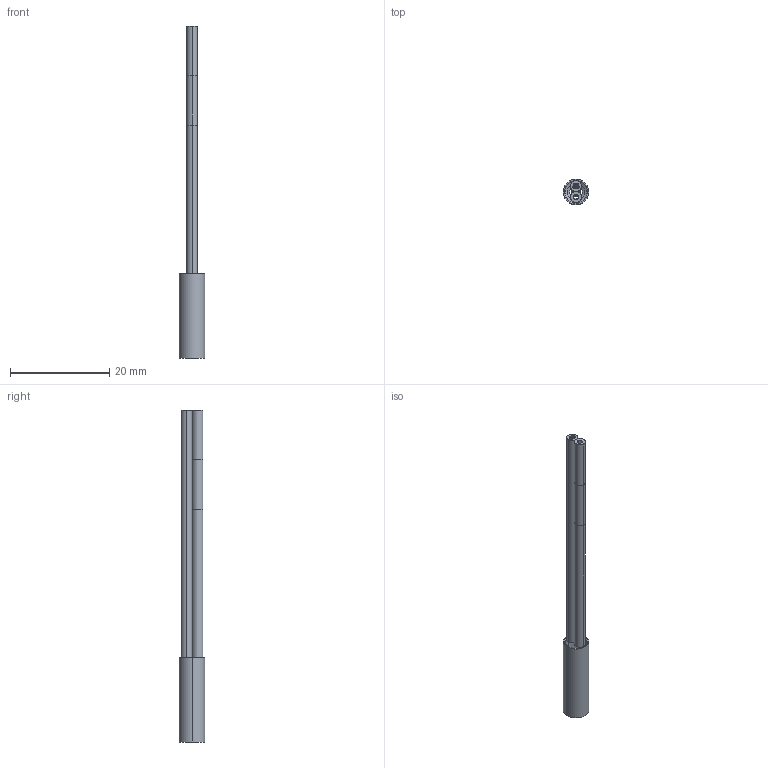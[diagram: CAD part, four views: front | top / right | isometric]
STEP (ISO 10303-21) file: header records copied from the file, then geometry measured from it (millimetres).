
FILE_DESCRIPTION((''),'2;1');
FILE_NAME('188726_ASM','2016-01-12T',('pdmadmin'),(''),'PRO/ENGINEER BY PARAMETRIC TECHNOLOGY CORPORATION, 2013230','PRO/ENGINEER BY PARAMETRIC TECHNOLOGY CORPORATION, 2013230','');
FILE_SCHEMA(('CONFIG_CONTROL_DESIGN'));
Length unit declared in the file: inch
Products named in the file (6): 13534_AF0; 10140_AF0; 10143_AF0; FIBER_CORE16X010_-25_1X_040; 42888_ASM; 188726_ASM
Assembly tree (5 placements, depth 3):
  188726_ASM
    42888_ASM
      13534_AF0
      10140_AF0
      10143_AF0
      FIBER_CORE16X010_-25_1X_040
Bounding box: 5.16 x 5.16 x 67.03 mm (x, y, z)
Volume: 539.9 mm3; surface area: 2571.7 mm2
Topology: 27 solids, 28 shells, 173 faces, 338 edges, 219 vertices
Faces by surface type: cylinder 88, plane 75, cone 6, bspline 4
Entity records: 4816 total; most frequent: CARTESIAN_POINT 951, DIRECTION 894, ORIENTED_EDGE 672, AXIS2_PLACEMENT_3D 379, EDGE_CURVE 338, VERTEX_POINT 219, CIRCLE 193, EDGE_LOOP 181
